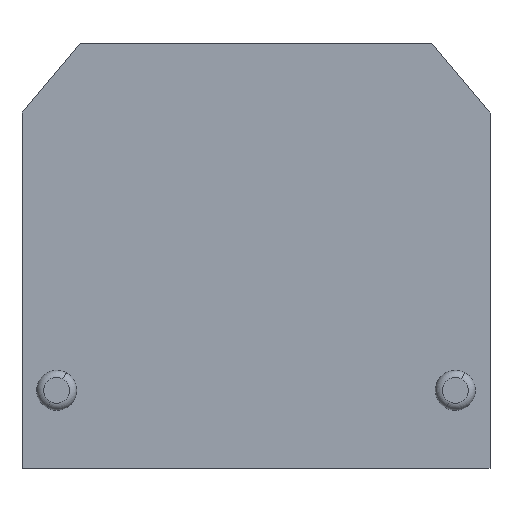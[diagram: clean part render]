
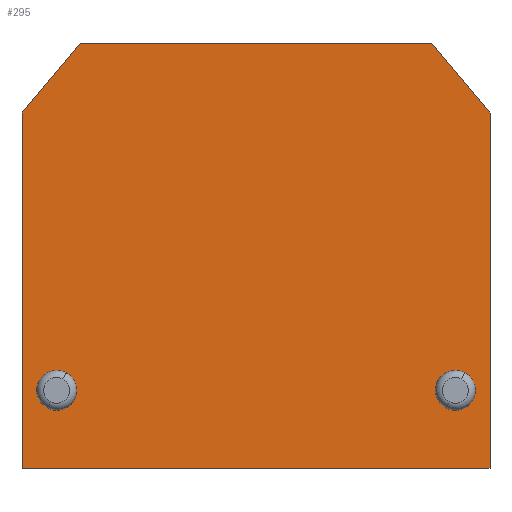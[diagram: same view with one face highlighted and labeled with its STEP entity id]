
A CAD part, left-side view. The second image highlights one B-rep face of the part: STEP entity #295.
In plain terms, the highlighted planar face has unit normal (-1, 0, 0).
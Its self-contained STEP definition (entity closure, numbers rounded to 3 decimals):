
#184=AXIS2_PLACEMENT_3D('Circle Axis2P3D',#182,#183,$) ;
#208=AXIS2_PLACEMENT_3D('Circle Axis2P3D',#206,#207,$) ;
#221=AXIS2_PLACEMENT_3D('Plane Axis2P3D',#218,#219,#220) ;
#279=AXIS2_PLACEMENT_3D('Circle Axis2P3D',#277,#278,$) ;
#288=AXIS2_PLACEMENT_3D('Circle Axis2P3D',#286,#287,$) ;
#179=CARTESIAN_POINT('Vertex',(2.49,2.503,3.579)) ;
#182=CARTESIAN_POINT('Axis2P3D Location',(2.49,2.,4.5)) ;
#186=CARTESIAN_POINT('Vertex',(2.49,1.497,5.421)) ;
#206=CARTESIAN_POINT('Axis2P3D Location',(2.49,2.,4.5)) ;
#218=CARTESIAN_POINT('Axis2P3D Location',(2.49,13.5,0.)) ;
#223=CARTESIAN_POINT('Line Origine',(2.49,25.322,22.5)) ;
#227=CARTESIAN_POINT('Vertex',(2.49,23.644,24.5)) ;
#229=CARTESIAN_POINT('Vertex',(2.49,27.,20.5)) ;
#232=CARTESIAN_POINT('Line Origine',(2.49,27.,10.25)) ;
#236=CARTESIAN_POINT('Vertex',(2.49,27.,0.)) ;
#239=CARTESIAN_POINT('Line Origine',(2.49,13.5,0.)) ;
#243=CARTESIAN_POINT('Vertex',(2.49,0.,0.)) ;
#246=CARTESIAN_POINT('Line Origine',(2.49,0.,10.25)) ;
#250=CARTESIAN_POINT('Vertex',(2.49,0.,20.5)) ;
#253=CARTESIAN_POINT('Line Origine',(2.49,1.678,22.5)) ;
#257=CARTESIAN_POINT('Vertex',(2.49,3.356,24.5)) ;
#260=CARTESIAN_POINT('Line Origine',(2.49,13.5,24.5)) ;
#277=CARTESIAN_POINT('Axis2P3D Location',(2.49,25.,4.5)) ;
#281=CARTESIAN_POINT('Vertex',(2.49,25.503,3.579)) ;
#283=CARTESIAN_POINT('Vertex',(2.49,24.497,5.421)) ;
#286=CARTESIAN_POINT('Axis2P3D Location',(2.49,25.,4.5)) ;
#183=DIRECTION('Axis2P3D Direction',(-1.,0.,0.)) ;
#207=DIRECTION('Axis2P3D Direction',(-1.,0.,0.)) ;
#219=DIRECTION('Axis2P3D Direction',(-1.,0.,0.)) ;
#220=DIRECTION('Axis2P3D XDirection',(0.,-1.,0.)) ;
#224=DIRECTION('Vector Direction',(0.,0.643,-0.766)) ;
#233=DIRECTION('Vector Direction',(0.,0.,-1.)) ;
#240=DIRECTION('Vector Direction',(0.,1.,0.)) ;
#247=DIRECTION('Vector Direction',(0.,0.,1.)) ;
#254=DIRECTION('Vector Direction',(0.,-0.643,-0.766)) ;
#261=DIRECTION('Vector Direction',(0.,-1.,0.)) ;
#278=DIRECTION('Axis2P3D Direction',(-1.,0.,0.)) ;
#287=DIRECTION('Axis2P3D Direction',(-1.,0.,0.)) ;
#225=VECTOR('Line Direction',#224,1.) ;
#234=VECTOR('Line Direction',#233,1.) ;
#241=VECTOR('Line Direction',#240,1.) ;
#248=VECTOR('Line Direction',#247,1.) ;
#255=VECTOR('Line Direction',#254,1.) ;
#262=VECTOR('Line Direction',#261,1.) ;
#266=ORIENTED_EDGE('',*,*,#231,.T.) ;
#267=ORIENTED_EDGE('',*,*,#238,.T.) ;
#268=ORIENTED_EDGE('',*,*,#245,.T.) ;
#269=ORIENTED_EDGE('',*,*,#252,.T.) ;
#270=ORIENTED_EDGE('',*,*,#259,.T.) ;
#271=ORIENTED_EDGE('',*,*,#264,.T.) ;
#274=ORIENTED_EDGE('',*,*,#210,.T.) ;
#275=ORIENTED_EDGE('',*,*,#188,.T.) ;
#292=ORIENTED_EDGE('',*,*,#285,.T.) ;
#293=ORIENTED_EDGE('',*,*,#290,.T.) ;
#276=FACE_BOUND('',#273,.T.) ;
#294=FACE_BOUND('',#291,.T.) ;
#295=ADVANCED_FACE('Hauptk\X2\00F6\X0\rper',(#272,#276,#294),#222,.T.) ;
#185=CIRCLE('generated circle',#184,1.05) ;
#209=CIRCLE('generated circle',#208,1.05) ;
#280=CIRCLE('generated circle',#279,1.05) ;
#289=CIRCLE('generated circle',#288,1.05) ;
#188=EDGE_CURVE('',#187,#180,#185,.F.) ;
#210=EDGE_CURVE('',#180,#187,#209,.F.) ;
#231=EDGE_CURVE('',#228,#230,#226,.T.) ;
#238=EDGE_CURVE('',#230,#237,#235,.T.) ;
#245=EDGE_CURVE('',#237,#244,#242,.F.) ;
#252=EDGE_CURVE('',#244,#251,#249,.T.) ;
#259=EDGE_CURVE('',#251,#258,#256,.F.) ;
#264=EDGE_CURVE('',#258,#228,#263,.F.) ;
#285=EDGE_CURVE('',#282,#284,#280,.F.) ;
#290=EDGE_CURVE('',#284,#282,#289,.F.) ;
#265=EDGE_LOOP('',(#266,#267,#268,#269,#270,#271)) ;
#273=EDGE_LOOP('',(#274,#275)) ;
#291=EDGE_LOOP('',(#292,#293)) ;
#272=FACE_OUTER_BOUND('',#265,.T.) ;
#226=LINE('Line',#223,#225) ;
#235=LINE('Line',#232,#234) ;
#242=LINE('Line',#239,#241) ;
#249=LINE('Line',#246,#248) ;
#256=LINE('Line',#253,#255) ;
#263=LINE('Line',#260,#262) ;
#222=PLANE('',#221) ;
#180=VERTEX_POINT('',#179) ;
#187=VERTEX_POINT('',#186) ;
#228=VERTEX_POINT('',#227) ;
#230=VERTEX_POINT('',#229) ;
#237=VERTEX_POINT('',#236) ;
#244=VERTEX_POINT('',#243) ;
#251=VERTEX_POINT('',#250) ;
#258=VERTEX_POINT('',#257) ;
#282=VERTEX_POINT('',#281) ;
#284=VERTEX_POINT('',#283) ;
